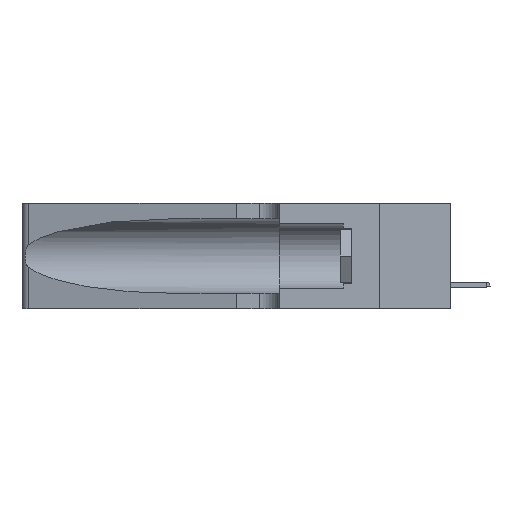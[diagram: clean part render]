
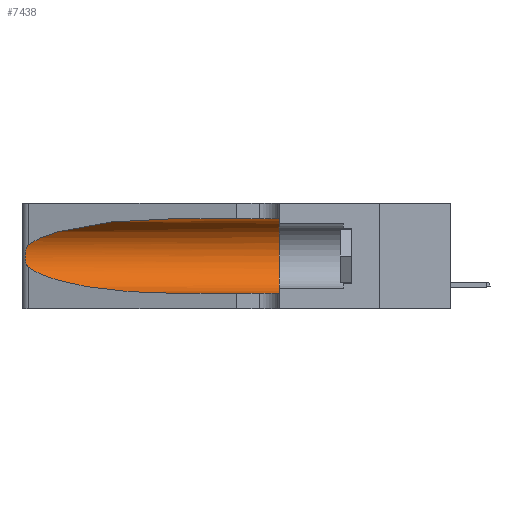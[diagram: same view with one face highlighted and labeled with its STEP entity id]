
A CAD part, left-side view. The second image highlights one B-rep face of the part: STEP entity #7438.
In plain terms, the highlighted cylindrical face has radius 3.308 mm (diameter 6.617 mm), a partial arc.
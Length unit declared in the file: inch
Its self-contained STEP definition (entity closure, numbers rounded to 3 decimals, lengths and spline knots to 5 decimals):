
#1001 = EDGE_CURVE ( 'NONE', #14033, #1379, #3747, .T. ) ;
#1379 = VERTEX_POINT ( 'NONE', #19728 ) ;
#1816 = CARTESIAN_POINT ( 'NONE',  ( 0.25487, 1.22718, 0.14631 ) ) ;
#2817 = VERTEX_POINT ( 'NONE', #18626 ) ;
#3140 = DIRECTION ( 'NONE',  ( 0., -1., 0. ) ) ;
#3747 = B_SPLINE_CURVE_WITH_KNOTS ( 'NONE', 3,
 ( #10019, #19914, #22554, #27040, #30011, #17130, #27361, #7389, #7222, #27196, #27516, #20074, #7553, #1816 ),
 .UNSPECIFIED., .F., .F.,
 ( 4, 2, 2, 2, 2, 2, 4 ),
 ( 0., 0.00027, 0.00053, 0.00107, 0.0016, 0.00187, 0.00214 ),
 .UNSPECIFIED. ) ;
#4563 = EDGE_CURVE ( 'NONE', #30585, #14033, #28492, .T. ) ;
#4626 = CARTESIAN_POINT ( 'NONE',  ( 0.18966, 0.96281, 0.05475 ) ) ;
#5260 = CARTESIAN_POINT ( 'NONE',  ( 0.18966, 0.96281, 0.31525 ) ) ;
#5582 = CARTESIAN_POINT ( 'NONE',  ( 0.25487, 1.22718, 0.22369 ) ) ;
#6273 = AXIS2_PLACEMENT_3D ( 'NONE', #23095, #3140, #15503 ) ;
#7222 = CARTESIAN_POINT ( 'NONE',  ( 0.26017, 1.23833, 0.17102 ) ) ;
#7389 = CARTESIAN_POINT ( 'NONE',  ( 0.26075, 1.23896, 0.178 ) ) ;
#7438 = ADVANCED_FACE ( 'NONE', ( #30389 ), #12866, .F. ) ;
#7473 = CARTESIAN_POINT ( 'NONE',  ( 0.1305, 0.72297, 0.31525 ) ) ;
#7553 = CARTESIAN_POINT ( 'NONE',  ( 0.25555, 1.22993, 0.14849 ) ) ;
#7815 = AXIS2_PLACEMENT_3D ( 'NONE', #13617, #8523, #21713 ) ;
#7923 = EDGE_CURVE ( 'NONE', #2817, #31082, #17779, .T. ) ;
#8523 = DIRECTION ( 'NONE',  ( 0., 1., 0. ) ) ;
#9057 = VERTEX_POINT ( 'NONE', #30027 ) ;
#9094 = CARTESIAN_POINT ( 'NONE',  ( 0.1305, 0.72297, 0.05475 ) ) ;
#9832 = ORIENTED_EDGE ( 'NONE', *, *, #4563, .T. ) ;
#10019 = CARTESIAN_POINT ( 'NONE',  ( 0.25487, 1.22718, 0.22369 ) ) ;
#12861 =( BOUNDED_CURVE ( )  B_SPLINE_CURVE ( 3, ( #29559, #29400, #4626, #9094 ),
 .UNSPECIFIED., .F., .F. ) 
 B_SPLINE_CURVE_WITH_KNOTS ( ( 4, 4 ),
 ( 3.44316, 4.71239 ),
 .UNSPECIFIED. ) 
 CURVE ( )  GEOMETRIC_REPRESENTATION_ITEM ( )  RATIONAL_B_SPLINE_CURVE ( ( 1., 0.87, 0.87, 1. ) ) 
 REPRESENTATION_ITEM ( '' )  );
#12866 = CYLINDRICAL_SURFACE ( 'NONE', #6273, 0.13025 ) ;
#12989 = CARTESIAN_POINT ( 'NONE',  ( 0.1305, 1.61858, 0.05475 ) ) ;
#13098 = ORIENTED_EDGE ( 'NONE', *, *, #7923, .T. ) ;
#13129 = DIRECTION ( 'NONE',  ( 0., -1., 0. ) ) ;
#13617 = CARTESIAN_POINT ( 'NONE',  ( 0.1305, 0.35, 0.185 ) ) ;
#13657 = VECTOR ( 'NONE', #15292, 39.37008 ) ;
#14033 = VERTEX_POINT ( 'NONE', #24560 ) ;
#15053 = ORIENTED_EDGE ( 'NONE', *, *, #16625, .T. ) ;
#15292 = DIRECTION ( 'NONE',  ( 0., -1., 0. ) ) ;
#15503 = DIRECTION ( 'NONE',  ( 0., 0., -1. ) ) ;
#15610 = LINE ( 'NONE', #18255, #20348 ) ;
#16625 = EDGE_CURVE ( 'NONE', #1379, #2817, #12861, .T. ) ;
#17130 = CARTESIAN_POINT ( 'NONE',  ( 0.26018, 1.23835, 0.19895 ) ) ;
#17779 = LINE ( 'NONE', #12989, #13657 ) ;
#18255 = CARTESIAN_POINT ( 'NONE',  ( 0.1305, 1.61858, 0.31525 ) ) ;
#18626 = CARTESIAN_POINT ( 'NONE',  ( 0.1305, 0.72297, 0.05475 ) ) ;
#19728 = CARTESIAN_POINT ( 'NONE',  ( 0.25487, 1.22718, 0.14631 ) ) ;
#19914 = CARTESIAN_POINT ( 'NONE',  ( 0.25555, 1.22994, 0.2215 ) ) ;
#20074 = CARTESIAN_POINT ( 'NONE',  ( 0.25639, 1.23186, 0.15144 ) ) ;
#20348 = VECTOR ( 'NONE', #13129, 39.37008 ) ;
#21713 = DIRECTION ( 'NONE',  ( 0., 0., 1. ) ) ;
#22554 = CARTESIAN_POINT ( 'NONE',  ( 0.25639, 1.23184, 0.21858 ) ) ;
#23095 = CARTESIAN_POINT ( 'NONE',  ( 0.1305, 1.61858, 0.185 ) ) ;
#24560 = CARTESIAN_POINT ( 'NONE',  ( 0.25487, 1.22718, 0.22369 ) ) ;
#25513 = ORIENTED_EDGE ( 'NONE', *, *, #29365, .F. ) ;
#25567 = ORIENTED_EDGE ( 'NONE', *, *, #1001, .T. ) ;
#26759 = EDGE_LOOP ( 'NONE', ( #9832, #25567, #15053, #13098, #26816, #25513 ) ) ;
#26816 = ORIENTED_EDGE ( 'NONE', *, *, #29499, .F. ) ;
#27040 = CARTESIAN_POINT ( 'NONE',  ( 0.25787, 1.23484, 0.2124 ) ) ;
#27196 = CARTESIAN_POINT ( 'NONE',  ( 0.25856, 1.23593, 0.16098 ) ) ;
#27301 = CIRCLE ( 'NONE', #7815, 0.13025 ) ;
#27361 = CARTESIAN_POINT ( 'NONE',  ( 0.26075, 1.23896, 0.19203 ) ) ;
#27516 = CARTESIAN_POINT ( 'NONE',  ( 0.25789, 1.23486, 0.15765 ) ) ;
#28200 = CARTESIAN_POINT ( 'NONE',  ( 0.2373, 1.15595, 0.28018 ) ) ;
#28492 =( BOUNDED_CURVE ( )  B_SPLINE_CURVE ( 3, ( #30208, #5260, #28200, #5582 ),
 .UNSPECIFIED., .F., .T. ) 
 B_SPLINE_CURVE_WITH_KNOTS ( ( 4, 4 ),
 ( 1.5708, 2.84003 ),
 .UNSPECIFIED. ) 
 CURVE ( )  GEOMETRIC_REPRESENTATION_ITEM ( )  RATIONAL_B_SPLINE_CURVE ( ( 1., 0.87, 0.87, 1. ) ) 
 REPRESENTATION_ITEM ( '' )  );
#29365 = EDGE_CURVE ( 'NONE', #30585, #9057, #15610, .T. ) ;
#29400 = CARTESIAN_POINT ( 'NONE',  ( 0.2373, 1.15595, 0.08982 ) ) ;
#29412 = CARTESIAN_POINT ( 'NONE',  ( 0.1305, 0.35, 0.05475 ) ) ;
#29499 = EDGE_CURVE ( 'NONE', #9057, #31082, #27301, .T. ) ;
#29559 = CARTESIAN_POINT ( 'NONE',  ( 0.25487, 1.22718, 0.14631 ) ) ;
#30011 = CARTESIAN_POINT ( 'NONE',  ( 0.25854, 1.2359, 0.20912 ) ) ;
#30027 = CARTESIAN_POINT ( 'NONE',  ( 0.1305, 0.35, 0.31525 ) ) ;
#30208 = CARTESIAN_POINT ( 'NONE',  ( 0.1305, 0.72297, 0.31525 ) ) ;
#30389 = FACE_OUTER_BOUND ( 'NONE', #26759, .T. ) ;
#30585 = VERTEX_POINT ( 'NONE', #7473 ) ;
#31082 = VERTEX_POINT ( 'NONE', #29412 ) ;
